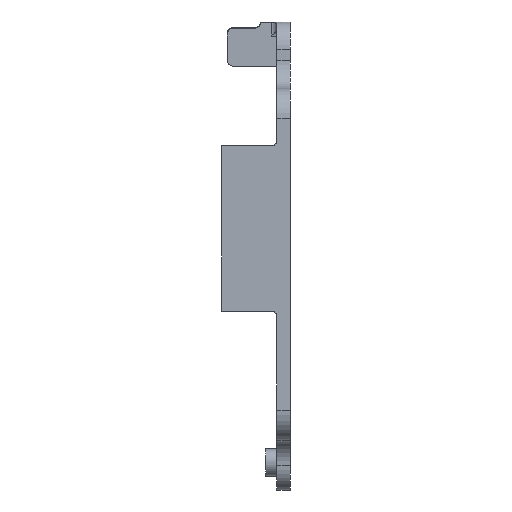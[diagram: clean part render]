
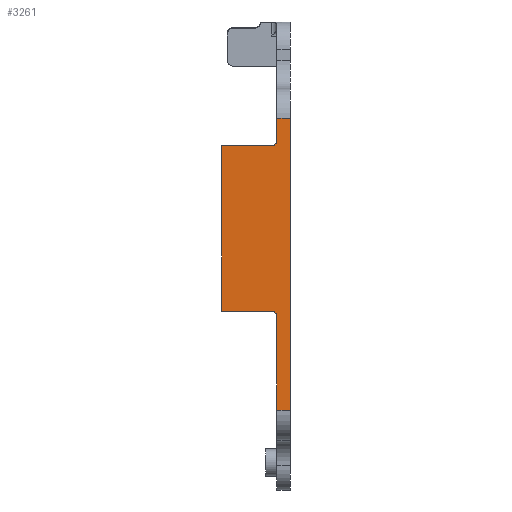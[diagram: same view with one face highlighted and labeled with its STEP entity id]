
A CAD part, left-side view. The second image highlights one B-rep face of the part: STEP entity #3261.
In plain terms, the highlighted planar face has unit normal (-1, 0, 0).
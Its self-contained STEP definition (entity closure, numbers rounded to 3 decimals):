
#96=PLANE('',#3466);
#178=FACE_OUTER_BOUND('',#367,.T.);
#367=EDGE_LOOP('',(#2240,#2241,#2242,#2243,#2244,#2245,#2246,#2247,#2248,
#2249));
#593=LINE('',#5059,#882);
#610=LINE('',#5095,#899);
#611=LINE('',#5099,#900);
#612=LINE('',#5101,#901);
#613=LINE('',#5103,#902);
#614=LINE('',#5105,#903);
#615=LINE('',#5107,#904);
#616=LINE('',#5110,#905);
#882=VECTOR('',#3919,10.);
#899=VECTOR('',#3946,10.);
#900=VECTOR('',#3949,10.);
#901=VECTOR('',#3950,10.);
#902=VECTOR('',#3951,10.);
#903=VECTOR('',#3952,10.);
#904=VECTOR('',#3953,10.);
#905=VECTOR('',#3956,10.);
#1149=CIRCLE('',#3467,1.);
#1150=CIRCLE('',#3468,1.);
#1371=VERTEX_POINT('',#5057);
#1372=VERTEX_POINT('',#5058);
#1386=VERTEX_POINT('',#5094);
#1387=VERTEX_POINT('',#5096);
#1388=VERTEX_POINT('',#5098);
#1389=VERTEX_POINT('',#5100);
#1390=VERTEX_POINT('',#5102);
#1391=VERTEX_POINT('',#5104);
#1392=VERTEX_POINT('',#5106);
#1393=VERTEX_POINT('',#5108);
#1700=EDGE_CURVE('',#1371,#1372,#593,.T.);
#1717=EDGE_CURVE('',#1386,#1372,#610,.T.);
#1718=EDGE_CURVE('',#1387,#1386,#1149,.T.);
#1719=EDGE_CURVE('',#1388,#1387,#611,.T.);
#1720=EDGE_CURVE('',#1389,#1388,#612,.T.);
#1721=EDGE_CURVE('',#1390,#1389,#613,.T.);
#1722=EDGE_CURVE('',#1390,#1391,#614,.T.);
#1723=EDGE_CURVE('',#1392,#1391,#615,.T.);
#1724=EDGE_CURVE('',#1393,#1392,#1150,.T.);
#1725=EDGE_CURVE('',#1393,#1371,#616,.T.);
#2240=ORIENTED_EDGE('',*,*,#1700,.T.);
#2241=ORIENTED_EDGE('',*,*,#1717,.F.);
#2242=ORIENTED_EDGE('',*,*,#1718,.F.);
#2243=ORIENTED_EDGE('',*,*,#1719,.F.);
#2244=ORIENTED_EDGE('',*,*,#1720,.F.);
#2245=ORIENTED_EDGE('',*,*,#1721,.F.);
#2246=ORIENTED_EDGE('',*,*,#1722,.T.);
#2247=ORIENTED_EDGE('',*,*,#1723,.F.);
#2248=ORIENTED_EDGE('',*,*,#1724,.F.);
#2249=ORIENTED_EDGE('',*,*,#1725,.T.);
#3261=ADVANCED_FACE('',(#178),#96,.T.);
#3466=AXIS2_PLACEMENT_3D('',#5093,#3944,#3945);
#3467=AXIS2_PLACEMENT_3D('',#5097,#3947,#3948);
#3468=AXIS2_PLACEMENT_3D('',#5109,#3954,#3955);
#3919=DIRECTION('',(0.,0.,-1.));
#3944=DIRECTION('center_axis',(-1.,0.,0.));
#3945=DIRECTION('ref_axis',(0.,0.,1.));
#3946=DIRECTION('',(0.,1.,0.));
#3947=DIRECTION('center_axis',(-1.,0.,0.));
#3948=DIRECTION('ref_axis',(0.,-0.707,0.707));
#3949=DIRECTION('',(0.,0.,1.));
#3950=DIRECTION('',(0.,1.,0.));
#3951=DIRECTION('',(0.,0.,-1.));
#3952=DIRECTION('',(0.,1.,0.));
#3953=DIRECTION('',(0.,0.,1.));
#3954=DIRECTION('center_axis',(-1.,0.,0.));
#3955=DIRECTION('ref_axis',(0.,-0.707,-0.707));
#3956=DIRECTION('',(0.,1.,0.));
#5057=CARTESIAN_POINT('',(-31.,23.65,21.5));
#5058=CARTESIAN_POINT('',(-31.,23.65,-8.5));
#5059=CARTESIAN_POINT('',(-31.,23.65,-10.));
#5093=CARTESIAN_POINT('Origin',(-31.,11.25,-26.5));
#5094=CARTESIAN_POINT('',(-31.,14.65,-8.5));
#5095=CARTESIAN_POINT('',(-31.,13.65,-8.5));
#5096=CARTESIAN_POINT('',(-31.,13.65,-9.5));
#5097=CARTESIAN_POINT('Origin',(-31.,14.65,-9.5));
#5098=CARTESIAN_POINT('',(-31.,13.65,-26.5));
#5099=CARTESIAN_POINT('',(-31.,13.65,-26.5));
#5100=CARTESIAN_POINT('',(-31.,11.25,-26.5));
#5101=CARTESIAN_POINT('',(-31.,11.25,-26.5));
#5102=CARTESIAN_POINT('',(-31.,11.25,26.5));
#5103=CARTESIAN_POINT('',(-31.,11.25,32.));
#5104=CARTESIAN_POINT('',(-31.,13.65,26.5));
#5105=CARTESIAN_POINT('',(-31.,11.25,26.5));
#5106=CARTESIAN_POINT('',(-31.,13.65,22.5));
#5107=CARTESIAN_POINT('',(-31.,13.65,-26.5));
#5108=CARTESIAN_POINT('',(-31.,14.65,21.5));
#5109=CARTESIAN_POINT('Origin',(-31.,14.65,22.5));
#5110=CARTESIAN_POINT('',(-31.,13.65,21.5));
